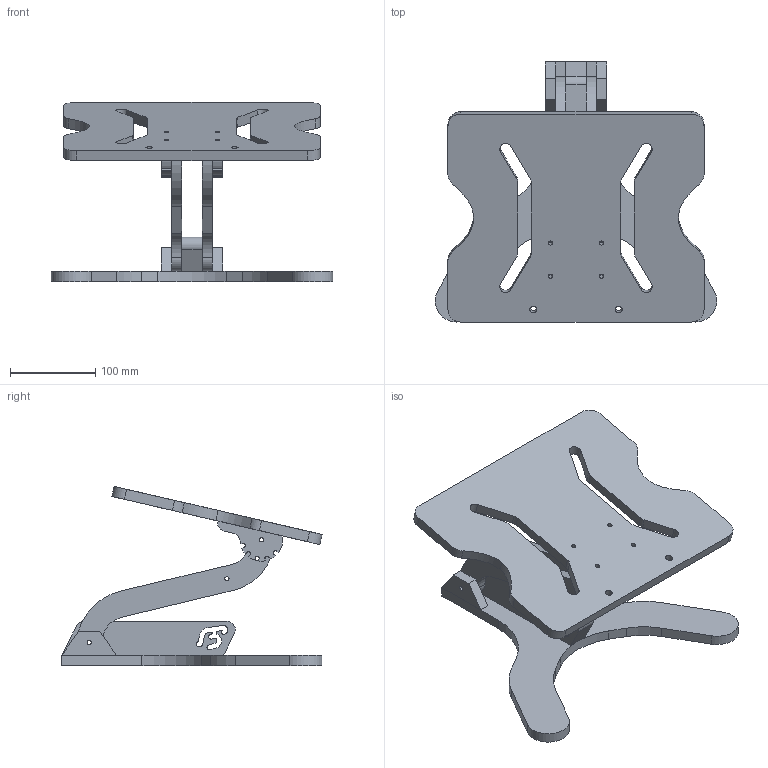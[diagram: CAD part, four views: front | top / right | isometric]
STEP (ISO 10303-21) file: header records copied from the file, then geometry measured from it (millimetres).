
FILE_DESCRIPTION(/* description */ ('STEP AP242','CAx-IF Rec.Pracs.---Representation and Presentation of Product Manufacturing Information (PMI)---4.0---2014-10-13','CAx-IF Rec.Pracs.---3D Tessellated Geometry---0.4---2014-09-14','2;1'),/* implementation_level */ '2;1');
FILE_NAME(/* name */ '641fb890cdc1cc7f3ab7aea9',/* time_stamp */ '2023-03-26T03:14:24+00:00',/* author */ (''),/* organization */ (''),/* preprocessor_version */ 'ST-DEVELOPER v18.102',/* originating_system */ ' ',/* authorisation */ ' ');
FILE_SCHEMA (('AP242_MANAGED_MODEL_BASED_3D_ENGINEERING_MIM_LF { 1 0 10303 442 1 1 4 }'));
Length unit declared in the file: metre
Products named in the file (7): SOPORTE; Part 1; Part 3; Part 6; Part 2; Part 4; Part 5
Assembly tree (9 placements, depth 2):
  SOPORTE
    Part 1  x2
    Part 3  x2
    Part 6  x2
    Part 2
    Part 4
    Part 5
Bounding box: 329.58 x 304.97 x 209.81 mm (x, y, z)
Volume: 1602692.5 mm3; surface area: 334672.3 mm2
Topology: 9 solids, 9 shells, 216 faces, 576 edges, 384 vertices
Faces by surface type: cylinder 111, plane 101, bspline 4
Full cylindrical faces by diameter (mm): 5 x25, 8 x2
Entity records: 5376 total; most frequent: CARTESIAN_POINT 933, DIRECTION 920, ORIENTED_EDGE 844, EDGE_CURVE 422, AXIS2_PLACEMENT_3D 337, VERTEX_POINT 294, LINE 246, VECTOR 246
